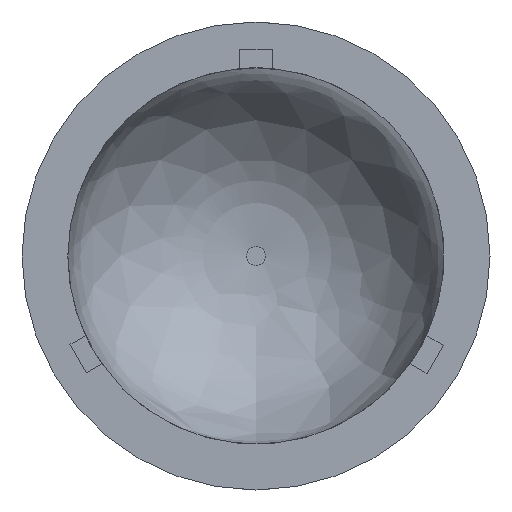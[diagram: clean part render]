
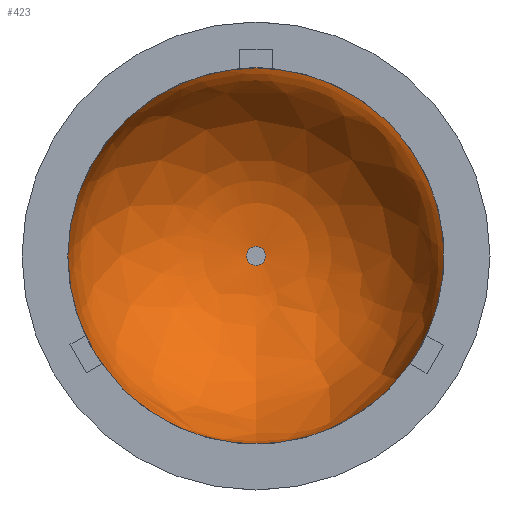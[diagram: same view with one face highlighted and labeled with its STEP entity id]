
A CAD part, front view. The second image highlights one B-rep face of the part: STEP entity #423.
In plain terms, the highlighted free-form (B-spline) face has degree [2, 2] with [3, 9] control points.
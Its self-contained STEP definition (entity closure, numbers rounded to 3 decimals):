
#15=(
BOUNDED_SURFACE()
B_SPLINE_SURFACE(2,2,((#711,#712,#713,#714,#715,#716,#717,#718,#719),(#720,
#721,#722,#723,#724,#725,#726,#727,#728),(#729,#730,#731,#732,#733,#734,
#735,#736,#737)),.UNSPECIFIED.,.F.,.T.,.F.)
B_SPLINE_SURFACE_WITH_KNOTS((3,3),(3,2,2,2,3),(0.,1.571),
(-3.142,-1.571,0.,1.571,3.142),
 .UNSPECIFIED.)
GEOMETRIC_REPRESENTATION_ITEM()
RATIONAL_B_SPLINE_SURFACE(((1.,0.707,1.,0.707,1.,
0.707,1.,0.707,1.),(0.707,0.5,0.707,
0.5,0.707,0.5,0.707,0.5,0.707),(1.,
0.707,1.,0.707,1.,0.707,1.,0.707,
1.)))
REPRESENTATION_ITEM('')
SURFACE()
);
#38=FACE_OUTER_BOUND('',#64,.T.);
#64=EDGE_LOOP('',(#312,#313,#314,#315,#316));
#168=CIRCLE('',#468,24.23);
#169=CIRCLE('',#469,24.23);
#171=CIRCLE('',#471,1.23);
#172=CIRCLE('',#472,23.);
#199=VERTEX_POINT('',#667);
#200=VERTEX_POINT('',#669);
#203=VERTEX_POINT('',#738);
#243=EDGE_CURVE('',#200,#199,#168,.T.);
#244=EDGE_CURVE('',#199,#200,#169,.T.);
#248=EDGE_CURVE('',#203,#203,#171,.T.);
#249=EDGE_CURVE('',#203,#200,#172,.T.);
#312=ORIENTED_EDGE('',*,*,#248,.T.);
#313=ORIENTED_EDGE('',*,*,#249,.T.);
#314=ORIENTED_EDGE('',*,*,#243,.T.);
#315=ORIENTED_EDGE('',*,*,#244,.T.);
#316=ORIENTED_EDGE('',*,*,#249,.F.);
#423=ADVANCED_FACE('',(#38),#15,.T.);
#468=AXIS2_PLACEMENT_3D('',#670,#538,#539);
#469=AXIS2_PLACEMENT_3D('',#671,#540,#541);
#471=AXIS2_PLACEMENT_3D('',#739,#544,#545);
#472=AXIS2_PLACEMENT_3D('',#740,#546,#547);
#538=DIRECTION('center_axis',(0.,-1.,0.));
#539=DIRECTION('ref_axis',(1.,0.,0.));
#540=DIRECTION('center_axis',(0.,-1.,0.));
#541=DIRECTION('ref_axis',(1.,0.,0.));
#544=DIRECTION('center_axis',(0.,1.,0.));
#545=DIRECTION('ref_axis',(1.,0.,0.));
#546=DIRECTION('center_axis',(-1.,0.,0.));
#547=DIRECTION('ref_axis',(0.,0.,-1.));
#667=CARTESIAN_POINT('',(64.67,-63.,106.35));
#669=CARTESIAN_POINT('',(88.9,-63.,82.12));
#670=CARTESIAN_POINT('Origin',(88.9,-63.,106.35));
#671=CARTESIAN_POINT('Origin',(88.9,-63.,106.35));
#711=CARTESIAN_POINT('Ctrl Pts',(88.9,-63.,82.12));
#712=CARTESIAN_POINT('Ctrl Pts',(64.67,-63.,82.12));
#713=CARTESIAN_POINT('Ctrl Pts',(64.67,-63.,106.35));
#714=CARTESIAN_POINT('Ctrl Pts',(64.67,-63.,130.58));
#715=CARTESIAN_POINT('Ctrl Pts',(88.9,-63.,130.58));
#716=CARTESIAN_POINT('Ctrl Pts',(113.13,-63.,130.58));
#717=CARTESIAN_POINT('Ctrl Pts',(113.13,-63.,106.35));
#718=CARTESIAN_POINT('Ctrl Pts',(113.13,-63.,82.12));
#719=CARTESIAN_POINT('Ctrl Pts',(88.9,-63.,82.12));
#720=CARTESIAN_POINT('Ctrl Pts',(88.9,-40.,82.12));
#721=CARTESIAN_POINT('Ctrl Pts',(64.67,-40.,82.12));
#722=CARTESIAN_POINT('Ctrl Pts',(64.67,-40.,106.35));
#723=CARTESIAN_POINT('Ctrl Pts',(64.67,-40.,130.58));
#724=CARTESIAN_POINT('Ctrl Pts',(88.9,-40.,130.58));
#725=CARTESIAN_POINT('Ctrl Pts',(113.13,-40.,130.58));
#726=CARTESIAN_POINT('Ctrl Pts',(113.13,-40.,106.35));
#727=CARTESIAN_POINT('Ctrl Pts',(113.13,-40.,82.12));
#728=CARTESIAN_POINT('Ctrl Pts',(88.9,-40.,82.12));
#729=CARTESIAN_POINT('Ctrl Pts',(88.9,-40.,105.12));
#730=CARTESIAN_POINT('Ctrl Pts',(87.67,-40.,105.12));
#731=CARTESIAN_POINT('Ctrl Pts',(87.67,-40.,106.35));
#732=CARTESIAN_POINT('Ctrl Pts',(87.67,-40.,107.58));
#733=CARTESIAN_POINT('Ctrl Pts',(88.9,-40.,107.58));
#734=CARTESIAN_POINT('Ctrl Pts',(90.13,-40.,107.58));
#735=CARTESIAN_POINT('Ctrl Pts',(90.13,-40.,106.35));
#736=CARTESIAN_POINT('Ctrl Pts',(90.13,-40.,105.12));
#737=CARTESIAN_POINT('Ctrl Pts',(88.9,-40.,105.12));
#738=CARTESIAN_POINT('',(88.9,-40.,105.12));
#739=CARTESIAN_POINT('Origin',(88.9,-40.,106.35));
#740=CARTESIAN_POINT('Origin',(88.9,-63.,105.12));
